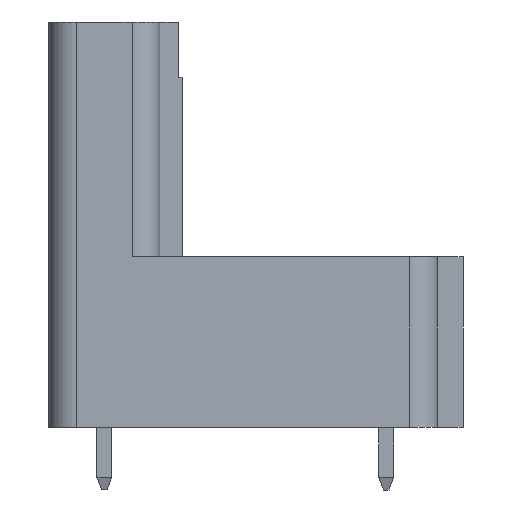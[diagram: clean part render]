
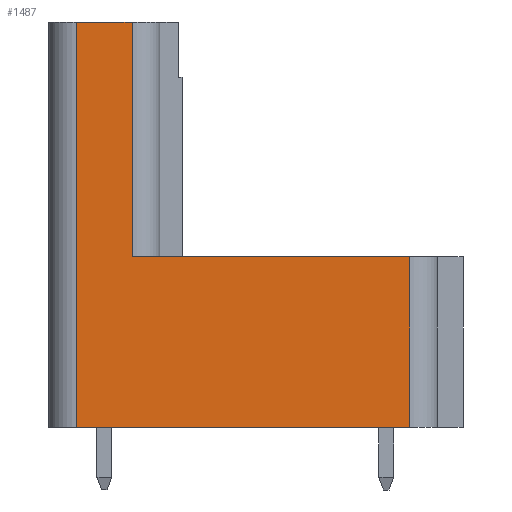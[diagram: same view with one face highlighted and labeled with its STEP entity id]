
A CAD part, left-side view. The second image highlights one B-rep face of the part: STEP entity #1487.
In plain terms, the highlighted planar face has unit normal (-1, 0, 0).
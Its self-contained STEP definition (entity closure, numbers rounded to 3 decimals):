
#1487 = ADVANCED_FACE( '', ( #3310 ), #3311, .T. );
#3310 = FACE_OUTER_BOUND( '', #5590, .T. );
#3311 = PLANE( '', #5591 );
#5590 = EDGE_LOOP( '', ( #9342, #9343, #9344, #9345, #9346, #9347 ) );
#5591 = AXIS2_PLACEMENT_3D( '', #9348, #9349, #9350 );
#9342 = ORIENTED_EDGE( '', *, *, #15158, .T. );
#9343 = ORIENTED_EDGE( '', *, *, #15159, .T. );
#9344 = ORIENTED_EDGE( '', *, *, #15160, .T. );
#9345 = ORIENTED_EDGE( '', *, *, #14839, .T. );
#9346 = ORIENTED_EDGE( '', *, *, #15161, .T. );
#9347 = ORIENTED_EDGE( '', *, *, #14719, .T. );
#9348 = CARTESIAN_POINT( '', ( -16.725, 0., 0. ) );
#9349 = DIRECTION( '', ( -1., 0., 0. ) );
#9350 = DIRECTION( '', ( 0., 0., 1. ) );
#14719 = EDGE_CURVE( '', #18042, #18046, #18048, .T. );
#14839 = EDGE_CURVE( '', #18232, #18236, #18238, .T. );
#15158 = EDGE_CURVE( '', #18046, #18736, #18737, .T. );
#15159 = EDGE_CURVE( '', #18736, #18738, #18739, .T. );
#15160 = EDGE_CURVE( '', #18738, #18232, #18740, .T. );
#15161 = EDGE_CURVE( '', #18236, #18042, #18741, .T. );
#18042 = VERTEX_POINT( '', #22678 );
#18046 = VERTEX_POINT( '', #22683 );
#18048 = LINE( '', #22685, #22686 );
#18232 = VERTEX_POINT( '', #22955 );
#18236 = VERTEX_POINT( '', #22960 );
#18238 = LINE( '', #22962, #22963 );
#18736 = VERTEX_POINT( '', #23698 );
#18737 = LINE( '', #23699, #23700 );
#18738 = VERTEX_POINT( '', #23701 );
#18739 = LINE( '', #23702, #23703 );
#18740 = LINE( '', #23704, #23705 );
#18741 = LINE( '', #23706, #23707 );
#22678 = CARTESIAN_POINT( '', ( -16.725, 6.7, 4.6 ) );
#22683 = CARTESIAN_POINT( '', ( -16.725, 6.7, 17.3 ) );
#22685 = CARTESIAN_POINT( '', ( -16.725, 6.7, 17.3 ) );
#22686 = VECTOR( '', #27122, 1000. );
#22955 = CARTESIAN_POINT( '', ( -16.725, -8.3, -4.6 ) );
#22960 = CARTESIAN_POINT( '', ( -16.725, -8.3, 4.6 ) );
#22962 = CARTESIAN_POINT( '', ( -16.725, -8.3, 4.6 ) );
#22963 = VECTOR( '', #27227, 1000. );
#23698 = CARTESIAN_POINT( '', ( -16.725, 9.7, 17.3 ) );
#23699 = CARTESIAN_POINT( '', ( -16.725, 5.2, 17.3 ) );
#23700 = VECTOR( '', #27492, 1000. );
#23701 = CARTESIAN_POINT( '', ( -16.725, 9.7, -4.6 ) );
#23702 = CARTESIAN_POINT( '', ( -16.725, 9.7, 0. ) );
#23703 = VECTOR( '', #27493, 1000. );
#23704 = CARTESIAN_POINT( '', ( -16.725, 11.2, -4.6 ) );
#23705 = VECTOR( '', #27494, 1000. );
#23706 = CARTESIAN_POINT( '', ( -16.725, -9.8, 4.6 ) );
#23707 = VECTOR( '', #27495, 1000. );
#27122 = DIRECTION( '', ( 0., 0., 1. ) );
#27227 = DIRECTION( '', ( 0., 0., 1. ) );
#27492 = DIRECTION( '', ( 0., 1., 0. ) );
#27493 = DIRECTION( '', ( 0., 0., -1. ) );
#27494 = DIRECTION( '', ( 0., -1., 0. ) );
#27495 = DIRECTION( '', ( 0., 1., 0. ) );
